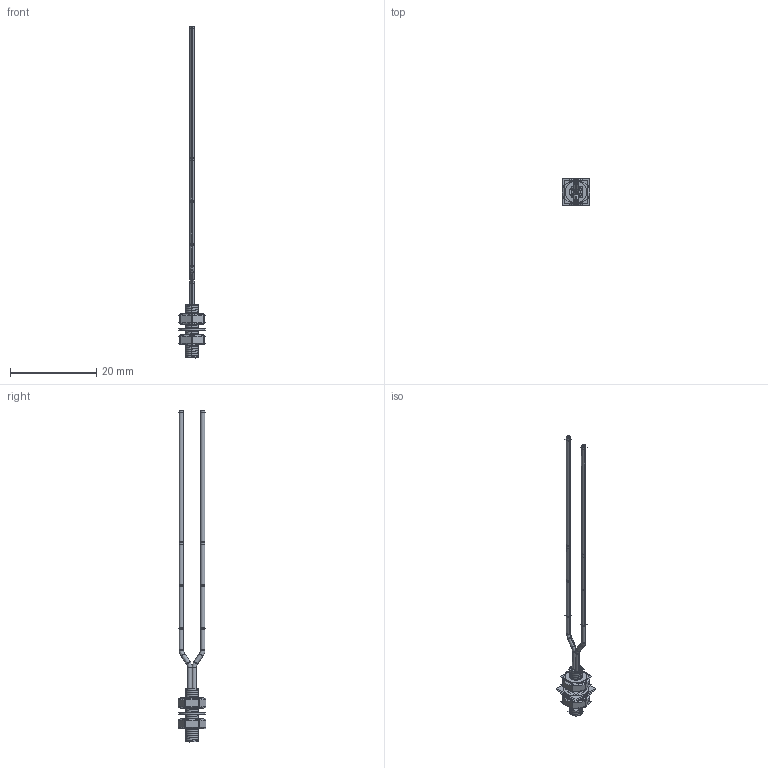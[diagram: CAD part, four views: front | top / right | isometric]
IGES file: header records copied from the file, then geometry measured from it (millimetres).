
Start section:  PTC IGES file: 192763.igs
Global section: file name: 192763.igs; native system: Creo Parametric by Parametric Technology Corporation; preprocessor: 2013230; author: pdmadmin; organization: Unknown; date: 20160209.173821; units: millimetre
Bounding box: 6.35 x 6.41 x 76.93 mm (x, y, z)
Volume: 241.7 mm3; surface area: 9918.4 mm2
Topology: 14 solids, 21 shells, 572 faces, 3046 edges, 3982 vertices
Faces by surface type: revolution 378, bspline 194
